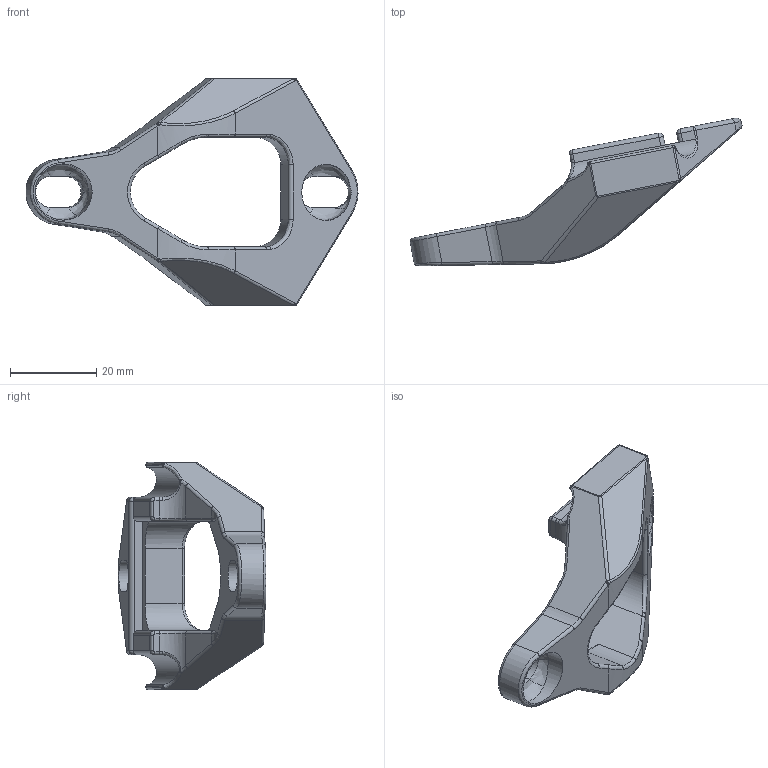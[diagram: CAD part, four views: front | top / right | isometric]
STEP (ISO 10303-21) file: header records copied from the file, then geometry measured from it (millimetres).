
FILE_DESCRIPTION(/* description */ (''),/* implementation_level */ '2;1');
FILE_NAME(/* name */ 'Saddle_clamp_top_rev11.step',/* time_stamp */ '2025-09-13T13:07:10-07:00',/* author */ (''),/* organization */ (''),/* preprocessor_version */ 'ST-DEVELOPER v20.1',/* originating_system */ 'Autodesk Translation Framework v14.10.0.0',/* authorisation */ '');
FILE_SCHEMA (('AUTOMOTIVE_DESIGN { 1 0 10303 214 3 1 1 }'));
Length unit declared in the file: millimetre
Products named in the file (2): saddle_mount_sp_rev7_3; SADDLE CLAMP
Assembly tree (1 placements, depth 2):
  saddle_mount_sp_rev7_3
    SADDLE CLAMP
Bounding box: 76.78 x 34.2 x 52.5 mm (x, y, z)
Volume: 18268.7 mm3; surface area: 7827.2 mm2
Topology: 1 solids, 1 shells, 213 faces, 506 edges, 289 vertices
Faces by surface type: cylinder 89, bspline 54, plane 39, sphere 16, torus 15
Full cylindrical faces by diameter (mm): 13 x1
Entity records: 7950 total; most frequent: CARTESIAN_POINT 3130, DIRECTION 1015, ORIENTED_EDGE 1004, EDGE_CURVE 502, AXIS2_PLACEMENT_3D 413, VERTEX_POINT 289, EDGE_LOOP 217, FACE_OUTER_BOUND 213
